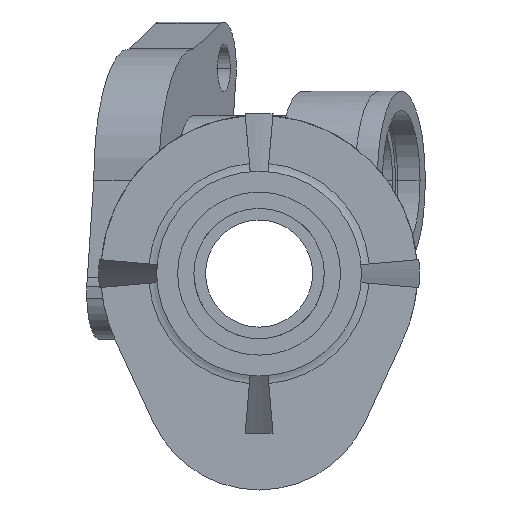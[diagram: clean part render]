
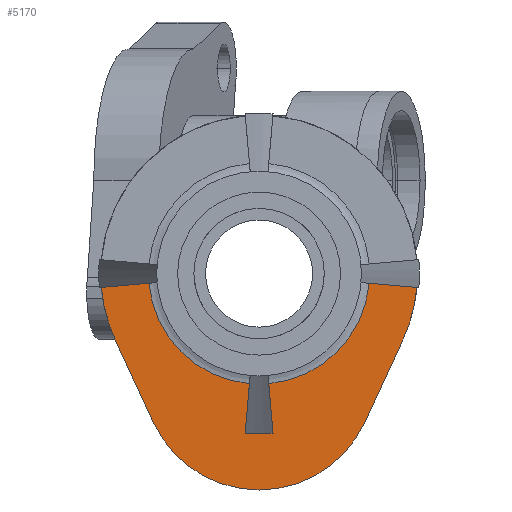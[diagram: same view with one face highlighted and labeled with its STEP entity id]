
A CAD part, left-side view. The second image highlights one B-rep face of the part: STEP entity #5170.
In plain terms, the highlighted planar face has unit normal (-1, 0, 0).
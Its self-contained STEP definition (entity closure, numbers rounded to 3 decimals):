
#75 = VERTEX_POINT ( 'NONE', #3710 ) ;
#305 = DIRECTION ( 'NONE',  ( 0., -1., 0. ) ) ;
#334 = DIRECTION ( 'NONE',  ( 0., -1., 0. ) ) ;
#348 = VECTOR ( 'NONE', #2230, 1000. ) ;
#435 = ORIENTED_EDGE ( 'NONE', *, *, #5324, .F. ) ;
#480 = DIRECTION ( 'NONE',  ( 0., -1., 0. ) ) ;
#495 = ORIENTED_EDGE ( 'NONE', *, *, #4547, .T. ) ;
#548 = LINE ( 'NONE', #1295, #348 ) ;
#574 = CARTESIAN_POINT ( 'NONE',  ( 89.865, 0., 0. ) ) ;
#594 = CARTESIAN_POINT ( 'NONE',  ( 89.865, 2.068, -23.633 ) ) ;
#643 = EDGE_CURVE ( 'NONE', #1468, #5059, #712, .T. ) ;
#666 = AXIS2_PLACEMENT_3D ( 'NONE', #574, #1016, #1461 ) ;
#712 = LINE ( 'NONE', #2704, #4513 ) ;
#742 = CARTESIAN_POINT ( 'NONE',  ( 89.865, -2.068, -23.633 ) ) ;
#881 = ORIENTED_EDGE ( 'NONE', *, *, #4899, .F. ) ;
#949 = CARTESIAN_POINT ( 'NONE',  ( 89.865, 0., 0. ) ) ;
#977 = VECTOR ( 'NONE', #4414, 1000. ) ;
#1012 = EDGE_CURVE ( 'NONE', #75, #2744, #3565, .T. ) ;
#1016 = DIRECTION ( 'NONE',  ( -1., 0., 0. ) ) ;
#1039 = EDGE_CURVE ( 'NONE', #5112, #1523, #2494, .T. ) ;
#1108 = CIRCLE ( 'NONE', #666, 34. ) ;
#1145 = VERTEX_POINT ( 'NONE', #4512 ) ;
#1246 = EDGE_CURVE ( 'NONE', #5067, #1361, #2548, .T. ) ;
#1266 = CARTESIAN_POINT ( 'NONE',  ( 89.865, -22.696, -31.947 ) ) ;
#1272 = ORIENTED_EDGE ( 'NONE', *, *, #1246, .T. ) ;
#1295 = CARTESIAN_POINT ( 'NONE',  ( 89.865, -18.093, -1.583 ) ) ;
#1302 = DIRECTION ( 'NONE',  ( -1., 0., 0. ) ) ;
#1309 = AXIS2_PLACEMENT_3D ( 'NONE', #2626, #1302, #5138 ) ;
#1361 = VERTEX_POINT ( 'NONE', #3606 ) ;
#1421 = ORIENTED_EDGE ( 'NONE', *, *, #5128, .T. ) ;
#1461 = DIRECTION ( 'NONE',  ( 0., -1., 0. ) ) ;
#1468 = VERTEX_POINT ( 'NONE', #4223 ) ;
#1479 = VERTEX_POINT ( 'NONE', #1266 ) ;
#1523 = VERTEX_POINT ( 'NONE', #2943 ) ;
#1525 = LINE ( 'NONE', #5240, #4020 ) ;
#1579 = FACE_OUTER_BOUND ( 'NONE', #2875, .T. ) ;
#1630 = CARTESIAN_POINT ( 'NONE',  ( 89.865, -30.867, -14.256 ) ) ;
#1817 = CIRCLE ( 'NONE', #3395, 23.723 ) ;
#1819 = ORIENTED_EDGE ( 'NONE', *, *, #1039, .F. ) ;
#1849 = AXIS2_PLACEMENT_3D ( 'NONE', #4141, #3736, #4527 ) ;
#1857 = ORIENTED_EDGE ( 'NONE', *, *, #643, .T. ) ;
#1861 = AXIS2_PLACEMENT_3D ( 'NONE', #949, #3858, #480 ) ;
#1867 = EDGE_CURVE ( 'NONE', #1479, #5067, #3222, .T. ) ;
#1922 = DIRECTION ( 'NONE',  ( 0., 0.996, -0.087 ) ) ;
#1936 = CARTESIAN_POINT ( 'NONE',  ( 89.865, 22.696, -31.947 ) ) ;
#2230 = DIRECTION ( 'NONE',  ( 0., -0.996, -0.087 ) ) ;
#2474 = DIRECTION ( 'NONE',  ( -1., 0., 0. ) ) ;
#2475 = DIRECTION ( 'NONE',  ( -1., 0., 0. ) ) ;
#2494 = CIRCLE ( 'NONE', #5288, 23.723 ) ;
#2548 = CIRCLE ( 'NONE', #1861, 34. ) ;
#2626 = CARTESIAN_POINT ( 'NONE',  ( 89.865, 0., 0. ) ) ;
#2677 = DIRECTION ( 'NONE',  ( 0., 0.087, -0.996 ) ) ;
#2704 = CARTESIAN_POINT ( 'NONE',  ( 89.865, 22.696, -31.947 ) ) ;
#2744 = VERTEX_POINT ( 'NONE', #5352 ) ;
#2756 = CARTESIAN_POINT ( 'NONE',  ( 89.865, -22.696, -31.947 ) ) ;
#2812 = CARTESIAN_POINT ( 'NONE',  ( 89.865, 0., 0. ) ) ;
#2875 = EDGE_LOOP ( 'NONE', ( #435, #1819, #495, #881, #2938, #3752, #5386, #4609, #1857, #1421, #3646, #1272 ) ) ;
#2878 = CARTESIAN_POINT ( 'NONE',  ( 89.865, 0., 0. ) ) ;
#2906 = DIRECTION ( 'NONE',  ( 0., -1., 0. ) ) ;
#2938 = ORIENTED_EDGE ( 'NONE', *, *, #4969, .F. ) ;
#2943 = CARTESIAN_POINT ( 'NONE',  ( 89.865, -23.633, -2.068 ) ) ;
#2963 = LINE ( 'NONE', #4651, #5130 ) ;
#3084 = AXIS2_PLACEMENT_3D ( 'NONE', #3281, #2475, #305 ) ;
#3167 = DIRECTION ( 'NONE',  ( 0., -0.419, -0.908 ) ) ;
#3222 = LINE ( 'NONE', #2756, #977 ) ;
#3281 = CARTESIAN_POINT ( 'NONE',  ( 89.865, 0., -21.464 ) ) ;
#3395 = AXIS2_PLACEMENT_3D ( 'NONE', #2812, #2474, #334 ) ;
#3565 = LINE ( 'NONE', #4437, #4586 ) ;
#3606 = CARTESIAN_POINT ( 'NONE',  ( 89.865, -33.871, -2.963 ) ) ;
#3646 = ORIENTED_EDGE ( 'NONE', *, *, #1867, .T. ) ;
#3673 = CIRCLE ( 'NONE', #1309, 34.439 ) ;
#3709 = CARTESIAN_POINT ( 'NONE',  ( 89.865, 3.002, -34.308 ) ) ;
#3710 = CARTESIAN_POINT ( 'NONE',  ( 89.865, 23.633, -2.068 ) ) ;
#3736 = DIRECTION ( 'NONE',  ( 1., 0., 0. ) ) ;
#3752 = ORIENTED_EDGE ( 'NONE', *, *, #4150, .F. ) ;
#3858 = DIRECTION ( 'NONE',  ( -1., 0., 0. ) ) ;
#4020 = VECTOR ( 'NONE', #2677, 1000. ) ;
#4141 = CARTESIAN_POINT ( 'NONE',  ( 89.865, 32.5, 0. ) ) ;
#4150 = EDGE_CURVE ( 'NONE', #75, #4682, #1817, .T. ) ;
#4223 = CARTESIAN_POINT ( 'NONE',  ( 89.865, 30.867, -14.256 ) ) ;
#4316 = EDGE_CURVE ( 'NONE', #2744, #1468, #1108, .T. ) ;
#4414 = DIRECTION ( 'NONE',  ( 0., -0.419, 0.908 ) ) ;
#4437 = CARTESIAN_POINT ( 'NONE',  ( 89.865, 32.253, -2.822 ) ) ;
#4512 = CARTESIAN_POINT ( 'NONE',  ( 89.865, -3.002, -34.308 ) ) ;
#4513 = VECTOR ( 'NONE', #3167, 1000. ) ;
#4527 = DIRECTION ( 'NONE',  ( 0., 1., 0. ) ) ;
#4539 = DIRECTION ( 'NONE',  ( -1., 0., 0. ) ) ;
#4547 = EDGE_CURVE ( 'NONE', #5112, #1145, #2963, .T. ) ;
#4553 = PLANE ( 'NONE',  #1849 ) ;
#4586 = VECTOR ( 'NONE', #1922, 1000. ) ;
#4609 = ORIENTED_EDGE ( 'NONE', *, *, #4316, .T. ) ;
#4622 = DIRECTION ( 'NONE',  ( 0., -0.087, -0.996 ) ) ;
#4651 = CARTESIAN_POINT ( 'NONE',  ( 89.865, -1.583, -18.093 ) ) ;
#4682 = VERTEX_POINT ( 'NONE', #594 ) ;
#4899 = EDGE_CURVE ( 'NONE', #5105, #1145, #3673, .T. ) ;
#4969 = EDGE_CURVE ( 'NONE', #4682, #5105, #1525, .T. ) ;
#5059 = VERTEX_POINT ( 'NONE', #1936 ) ;
#5067 = VERTEX_POINT ( 'NONE', #1630 ) ;
#5073 = CIRCLE ( 'NONE', #3084, 25. ) ;
#5105 = VERTEX_POINT ( 'NONE', #3709 ) ;
#5112 = VERTEX_POINT ( 'NONE', #742 ) ;
#5128 = EDGE_CURVE ( 'NONE', #5059, #1479, #5073, .T. ) ;
#5130 = VECTOR ( 'NONE', #4622, 1000. ) ;
#5138 = DIRECTION ( 'NONE',  ( 0., 1., 0. ) ) ;
#5170 = ADVANCED_FACE ( 'NONE', ( #1579 ), #4553, .F. ) ;
#5240 = CARTESIAN_POINT ( 'NONE',  ( 89.865, 1.583, -18.093 ) ) ;
#5288 = AXIS2_PLACEMENT_3D ( 'NONE', #2878, #4539, #2906 ) ;
#5324 = EDGE_CURVE ( 'NONE', #1523, #1361, #548, .T. ) ;
#5352 = CARTESIAN_POINT ( 'NONE',  ( 89.865, 33.871, -2.963 ) ) ;
#5386 = ORIENTED_EDGE ( 'NONE', *, *, #1012, .T. ) ;
